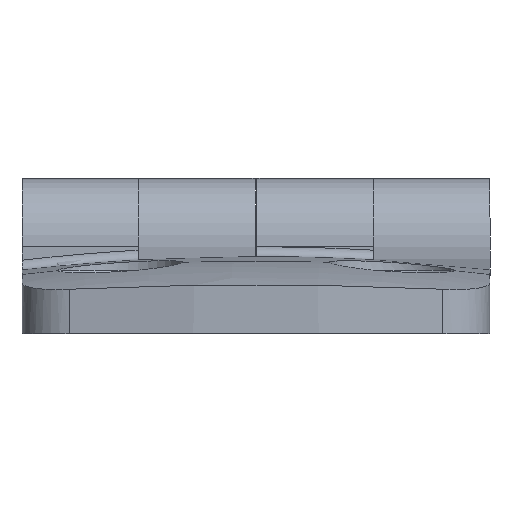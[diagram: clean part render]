
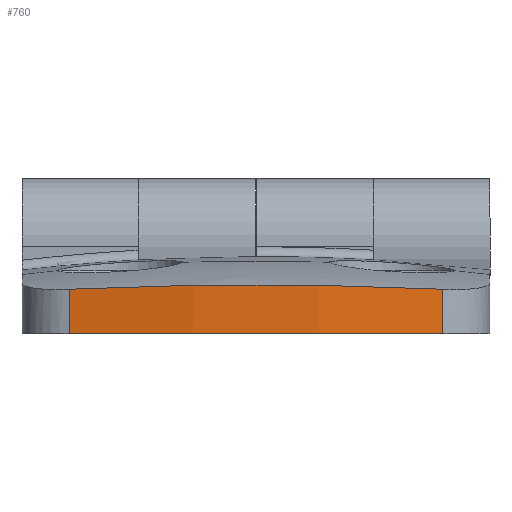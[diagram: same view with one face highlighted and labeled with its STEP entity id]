
A CAD part, front view. The second image highlights one B-rep face of the part: STEP entity #760.
In plain terms, the highlighted cylindrical face has radius 100 mm (diameter 200 mm), a partial arc.
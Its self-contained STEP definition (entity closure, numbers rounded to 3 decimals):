
#760=ADVANCED_FACE('',(#910),#911,.T.);
#910=FACE_OUTER_BOUND('',#1091,.T.);
#911=CYLINDRICAL_SURFACE('',#1092,100.0);
#1091=EDGE_LOOP('',(#1650,#1651,#1652,#1653));
#1092=AXIS2_PLACEMENT_3D('',#1654,#1655,#1656);
#1650=ORIENTED_EDGE('',*,*,#1708,.T.);
#1651=ORIENTED_EDGE('',*,*,#1883,.F.);
#1652=ORIENTED_EDGE('',*,*,#1876,.F.);
#1653=ORIENTED_EDGE('',*,*,#1884,.T.);
#1654=CARTESIAN_POINT('',(-61.5,0.0,-1.0));
#1655=DIRECTION('',(0.0,0.0,-1.0));
#1656=DIRECTION('',(-1.0,0.0,0.0));
#1708=EDGE_CURVE('',#1908,#1906,#1909,.T.);
#1876=EDGE_CURVE('',#2189,#2191,#2192,.T.);
#1883=EDGE_CURVE('',#2191,#1906,#2202,.F.);
#1884=EDGE_CURVE('',#2189,#1908,#2203,.F.);
#1906=VERTEX_POINT('',#2317);
#1908=VERTEX_POINT('',#2324);
#1909=B_SPLINE_CURVE_WITH_KNOTS('',3,(#2325,#2326,#2327,#2328,#2329,#2330,#2331,#2332,#2333),.UNSPECIFIED.,.F.,.F.,(4,2,1,2,4),(0.0,0.01,0.019,0.029,0.038),.UNSPECIFIED.);
#2189=VERTEX_POINT('',#2855);
#2191=VERTEX_POINT('',#2857);
#2192=CIRCLE('',#2858,100.0);
#2202=LINE('',#2872,#2873);
#2203=LINE('',#2874,#2875);
#2317=CARTESIAN_POINT('',(36.649,-19.149,-4.357));
#2324=CARTESIAN_POINT('',(36.649,19.149,-4.357));
#2325=CARTESIAN_POINT('',(36.649,19.149,-4.357));
#2326=CARTESIAN_POINT('',(37.272,15.957,-4.199));
#2327=CARTESIAN_POINT('',(37.734,12.766,-4.086));
#2328=CARTESIAN_POINT('',(38.348,6.383,-3.936));
#2329=CARTESIAN_POINT('',(38.652,0.,-3.864));
#2330=CARTESIAN_POINT('',(38.348,-6.383,-3.936));
#2331=CARTESIAN_POINT('',(37.734,-12.766,-4.086));
#2332=CARTESIAN_POINT('',(37.272,-15.957,-4.199));
#2333=CARTESIAN_POINT('',(36.649,-19.149,-4.357));
#2855=CARTESIAN_POINT('',(36.649,19.149,-8.9));
#2857=CARTESIAN_POINT('',(36.649,-19.149,-8.9));
#2858=AXIS2_PLACEMENT_3D('',#3176,#3177,#3178);
#2872=CARTESIAN_POINT('',(36.649,-19.149,7.0));
#2873=VECTOR('',#3189,1.0);
#2874=CARTESIAN_POINT('',(36.649,19.149,-1.0));
#2875=VECTOR('',#3190,1.0);
#3176=CARTESIAN_POINT('',(-61.5,0.0,-8.9));
#3177=DIRECTION('',(0.0,0.0,-1.0));
#3178=DIRECTION('',(-1.0,0.0,0.0));
#3189=DIRECTION('',(0.0,0.0,-1.0));
#3190=DIRECTION('',(0.0,0.0,-1.0));
